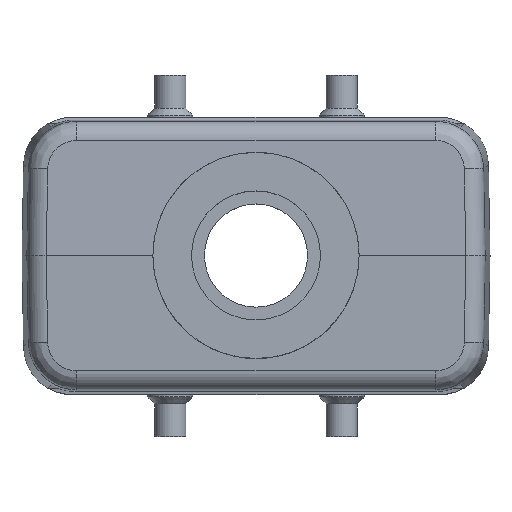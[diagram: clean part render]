
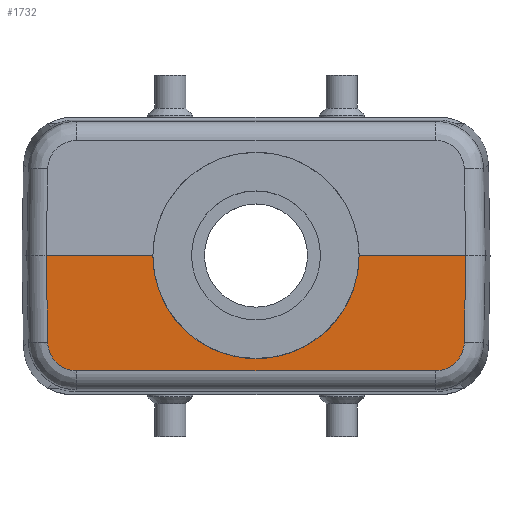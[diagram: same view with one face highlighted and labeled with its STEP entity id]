
A CAD part, top view. The second image highlights one B-rep face of the part: STEP entity #1732.
In plain terms, the highlighted planar face has unit normal (0, -0.018, 1).
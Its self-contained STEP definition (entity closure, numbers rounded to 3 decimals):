
#811=ELLIPSE('',#4579,16.002,16.);
#812=ELLIPSE('',#4580,4.505,4.5);
#813=ELLIPSE('',#4581,4.505,4.5);
#1082=LINE('',#6201,#1451);
#1083=LINE('',#6206,#1452);
#1108=LINE('',#6333,#1477);
#1109=LINE('',#6337,#1478);
#1110=LINE('',#6341,#1479);
#1451=VECTOR('',#4993,1.);
#1452=VECTOR('',#4996,1.);
#1477=VECTOR('',#5103,1.);
#1478=VECTOR('',#5106,1.);
#1479=VECTOR('',#5109,1.);
#1732=ADVANCED_FACE('',(#2081),#1929,.F.);
#1929=PLANE('',#4582);
#2081=FACE_OUTER_BOUND('',#2274,.T.);
#2274=EDGE_LOOP('',(#2752,#2753,#2754,#2755,#2756,#2757,#2758,#2759));
#2752=ORIENTED_EDGE('',*,*,#3978,.T.);
#2753=ORIENTED_EDGE('',*,*,#4026,.T.);
#2754=ORIENTED_EDGE('',*,*,#3976,.T.);
#2755=ORIENTED_EDGE('',*,*,#4027,.F.);
#2756=ORIENTED_EDGE('',*,*,#4028,.F.);
#2757=ORIENTED_EDGE('',*,*,#4029,.T.);
#2758=ORIENTED_EDGE('',*,*,#4030,.T.);
#2759=ORIENTED_EDGE('',*,*,#4031,.T.);
#3625=VERTEX_POINT('',#6202);
#3626=VERTEX_POINT('',#6203);
#3627=VERTEX_POINT('',#6205);
#3628=VERTEX_POINT('',#6207);
#3653=VERTEX_POINT('',#6334);
#3654=VERTEX_POINT('',#6336);
#3655=VERTEX_POINT('',#6338);
#3656=VERTEX_POINT('',#6340);
#3976=EDGE_CURVE('',#3625,#3626,#1082,.T.);
#3978=EDGE_CURVE('',#3628,#3627,#1083,.T.);
#4026=EDGE_CURVE('',#3627,#3625,#811,.T.);
#4027=EDGE_CURVE('',#3653,#3626,#1108,.T.);
#4028=EDGE_CURVE('',#3654,#3653,#812,.T.);
#4029=EDGE_CURVE('',#3654,#3655,#1109,.T.);
#4030=EDGE_CURVE('',#3655,#3656,#813,.T.);
#4031=EDGE_CURVE('',#3656,#3628,#1110,.T.);
#4579=AXIS2_PLACEMENT_3D('',#6332,#5101,#5102);
#4580=AXIS2_PLACEMENT_3D('',#6335,#5104,#5105);
#4581=AXIS2_PLACEMENT_3D('',#6339,#5107,#5108);
#4582=AXIS2_PLACEMENT_3D('',#6342,#5110,#5111);
#4993=DIRECTION('',(-1.,0.,0.));
#4996=DIRECTION('',(-1.,0.,0.));
#5101=DIRECTION('',(0.,0.017,-1.));
#5102=DIRECTION('',(0.,-1.,-0.017));
#5103=DIRECTION('',(-0.017,1.,0.017));
#5104=DIRECTION('',(0.,0.017,-1.));
#5105=DIRECTION('',(-0.531,-0.847,-0.015));
#5106=DIRECTION('',(1.,0.,0.));
#5107=DIRECTION('',(0.,-0.017,1.));
#5108=DIRECTION('',(0.531,-0.847,-0.015));
#5109=DIRECTION('',(0.017,1.,0.017));
#5110=DIRECTION('',(0.,0.017,-1.));
#5111=DIRECTION('',(0.,1.,0.017));
#6201=CARTESIAN_POINT('',(-36.3,0.,35.85));
#6202=CARTESIAN_POINT('',(-16.,0.,35.85));
#6203=CARTESIAN_POINT('',(-32.54,0.,35.85));
#6205=CARTESIAN_POINT('',(16.,0.,35.85));
#6206=CARTESIAN_POINT('',(-36.3,0.,35.85));
#6207=CARTESIAN_POINT('',(32.54,0.,35.85));
#6332=CARTESIAN_POINT('',(0.,0.,35.85));
#6333=CARTESIAN_POINT('',(-32.541,0.05,35.851));
#6334=CARTESIAN_POINT('',(-32.311,-13.45,35.615));
#6335=CARTESIAN_POINT('',(-27.81,-13.368,35.617));
#6336=CARTESIAN_POINT('',(-27.815,-17.871,35.538));
#6337=CARTESIAN_POINT('',(-36.3,-17.871,35.538));
#6338=CARTESIAN_POINT('',(27.815,-17.871,35.538));
#6339=CARTESIAN_POINT('',(27.81,-13.368,35.617));
#6340=CARTESIAN_POINT('',(32.311,-13.45,35.615));
#6341=CARTESIAN_POINT('',(32.541,0.05,35.851));
#6342=CARTESIAN_POINT('',(-36.3,0.,35.85));
